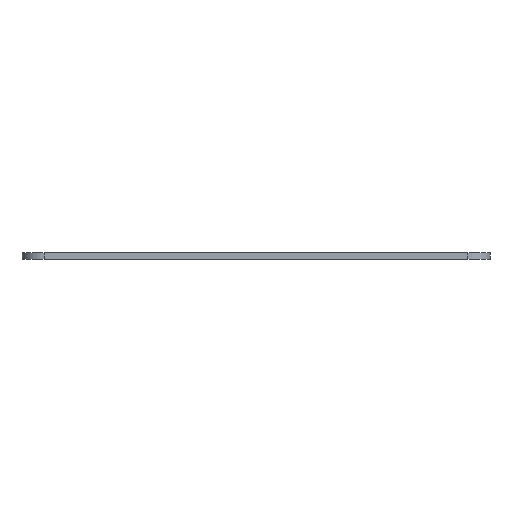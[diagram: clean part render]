
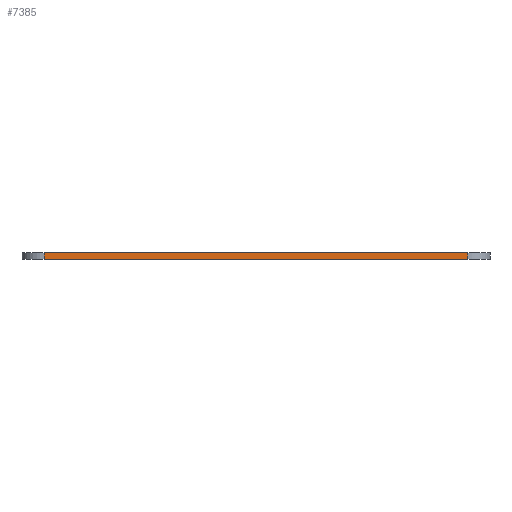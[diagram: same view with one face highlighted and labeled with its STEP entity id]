
A CAD part, left-side view. The second image highlights one B-rep face of the part: STEP entity #7385.
In plain terms, the highlighted planar face has unit normal (-1, 0, 0).
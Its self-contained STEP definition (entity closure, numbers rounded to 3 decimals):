
#1159=FACE_OUTER_BOUND('',#1597,.T.);
#1597=EDGE_LOOP('',(#6601,#6602,#6603,#6604));
#2097=LINE('',#14325,#2685);
#2144=LINE('',#14510,#2732);
#2186=LINE('',#14677,#2774);
#2188=LINE('',#14680,#2776);
#2685=VECTOR('',#8321,10.);
#2732=VECTOR('',#8470,10.);
#2774=VECTOR('',#8598,10.);
#2776=VECTOR('',#8602,10.);
#3432=VERTEX_POINT('',#14322);
#3433=VERTEX_POINT('',#14324);
#3519=VERTEX_POINT('',#14507);
#3520=VERTEX_POINT('',#14509);
#4460=EDGE_CURVE('',#3432,#3433,#2097,.T.);
#4550=EDGE_CURVE('',#3519,#3520,#2144,.T.);
#4634=EDGE_CURVE('',#3433,#3519,#2186,.T.);
#4636=EDGE_CURVE('',#3520,#3432,#2188,.T.);
#6601=ORIENTED_EDGE('',*,*,#4634,.F.);
#6602=ORIENTED_EDGE('',*,*,#4460,.F.);
#6603=ORIENTED_EDGE('',*,*,#4636,.F.);
#6604=ORIENTED_EDGE('',*,*,#4550,.F.);
#7035=PLANE('',#7659);
#7385=ADVANCED_FACE('',(#1159),#7035,.T.);
#7659=AXIS2_PLACEMENT_3D('',#14679,#8600,#8601);
#8321=DIRECTION('',(0.,-1.,0.));
#8470=DIRECTION('',(0.,1.,0.));
#8598=DIRECTION('',(0.,0.,-1.));
#8600=DIRECTION('center_axis',(-1.,0.,0.));
#8601=DIRECTION('ref_axis',(0.,-1.,0.));
#8602=DIRECTION('',(0.,0.,1.));
#14322=CARTESIAN_POINT('',(-19.155,-8.315,1.5));
#14324=CARTESIAN_POINT('',(-19.155,-103.955,1.5));
#14325=CARTESIAN_POINT('',(-19.155,-108.955,1.5));
#14507=CARTESIAN_POINT('',(-19.155,-103.955,0.));
#14509=CARTESIAN_POINT('',(-19.155,-8.315,0.));
#14510=CARTESIAN_POINT('',(-19.155,-108.955,0.));
#14677=CARTESIAN_POINT('',(-19.155,-103.955,0.));
#14679=CARTESIAN_POINT('Origin',(-19.155,-3.315,0.));
#14680=CARTESIAN_POINT('',(-19.155,-8.315,0.));
